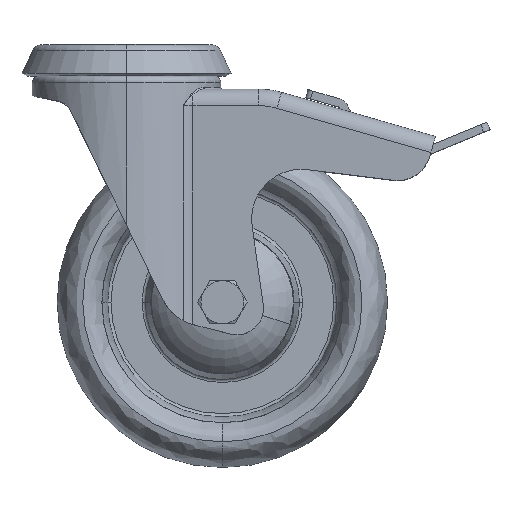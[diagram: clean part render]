
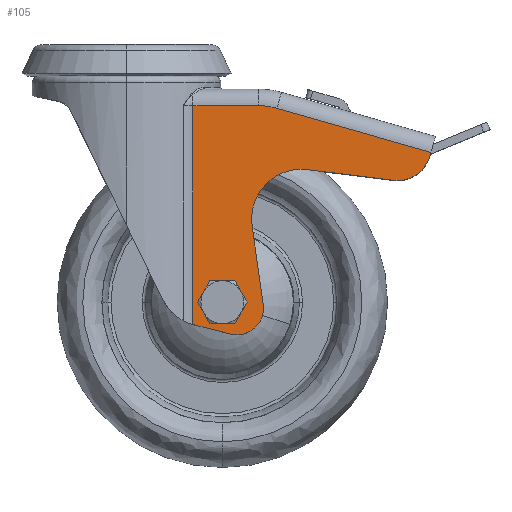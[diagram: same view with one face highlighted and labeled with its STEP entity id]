
A CAD part, top view. The second image highlights one B-rep face of the part: STEP entity #105.
In plain terms, the highlighted planar face has unit normal (0, 0, 1).
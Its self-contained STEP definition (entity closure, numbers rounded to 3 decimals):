
#3 = VERTEX_POINT ( 'NONE', #7620 ) ;
#105 = ADVANCED_FACE ( 'NONE', ( #2972, #10053 ), #1974, .F. ) ;
#111 = VERTEX_POINT ( 'NONE', #5997 ) ;
#978 = VERTEX_POINT ( 'NONE', #9436 ) ;
#1094 = ORIENTED_EDGE ( 'NONE', *, *, #2263, .T. ) ;
#1182 = DIRECTION ( 'NONE',  ( -1., 0., 0. ) ) ;
#1192 = DIRECTION ( 'NONE',  ( -1., 0., 0. ) ) ;
#1231 = LINE ( 'NONE', #8254, #10330 ) ;
#1358 = VECTOR ( 'NONE', #2802, 1000. ) ;
#1488 = VERTEX_POINT ( 'NONE', #6079 ) ;
#1567 = CARTESIAN_POINT ( 'NONE',  ( 28.298, -40.095, 21.8 ) ) ;
#1570 = DIRECTION ( 'NONE',  ( 0.993, -0.122, 0. ) ) ;
#1866 = DIRECTION ( 'NONE',  ( 0., 0., 1. ) ) ;
#1908 = DIRECTION ( 'NONE',  ( -1., 0., 0. ) ) ;
#1974 = PLANE ( 'NONE',  #7855 ) ;
#1976 = EDGE_CURVE ( 'NONE', #978, #11911, #12004, .T. ) ;
#2145 = DIRECTION ( 'NONE',  ( 0.276, 0.961, 0. ) ) ;
#2171 = CARTESIAN_POINT ( 'NONE',  ( 41.622, 0.778, 21.8 ) ) ;
#2239 = EDGE_CURVE ( 'NONE', #7364, #10221, #5927, .T. ) ;
#2263 = EDGE_CURVE ( 'NONE', #3615, #111, #1231, .T. ) ;
#2284 = DIRECTION ( 'NONE',  ( -0.961, 0.276, 0. ) ) ;
#2436 = AXIS2_PLACEMENT_3D ( 'NONE', #9752, #11776, #3917 ) ;
#2552 = CARTESIAN_POINT ( 'NONE',  ( 78.7, 4.724, 21.8 ) ) ;
#2725 = DIRECTION ( 'NONE',  ( -1., 0., 0. ) ) ;
#2802 = DIRECTION ( 'NONE',  ( 0.97, -0.242, 0. ) ) ;
#2850 = CARTESIAN_POINT ( 'NONE',  ( -13.051, 20.16, 21.8 ) ) ;
#2899 = ORIENTED_EDGE ( 'NONE', *, *, #12467, .T. ) ;
#2972 = FACE_BOUND ( 'NONE', #5989, .T. ) ;
#2983 = ORIENTED_EDGE ( 'NONE', *, *, #3268, .F. ) ;
#3150 = DIRECTION ( 'NONE',  ( 0., 0., 1. ) ) ;
#3268 = EDGE_CURVE ( 'NONE', #10221, #7364, #5076, .T. ) ;
#3504 = AXIS2_PLACEMENT_3D ( 'NONE', #5232, #3150, #1182 ) ;
#3524 = CARTESIAN_POINT ( 'NONE',  ( 7.049, 25.16, 21.8 ) ) ;
#3615 = VERTEX_POINT ( 'NONE', #2552 ) ;
#3747 = CARTESIAN_POINT ( 'NONE',  ( 7.049, -46.118, 21.8 ) ) ;
#3917 = DIRECTION ( 'NONE',  ( -1., 0., 0. ) ) ;
#3989 = VERTEX_POINT ( 'NONE', #3747 ) ;
#4201 = CARTESIAN_POINT ( 'NONE',  ( -11.125, 31.88, 21.8 ) ) ;
#4229 = DIRECTION ( 'NONE',  ( -0.139, 0.99, 0. ) ) ;
#4336 = EDGE_CURVE ( 'NONE', #11911, #3989, #12239, .T. ) ;
#4552 = ORIENTED_EDGE ( 'NONE', *, *, #10457, .T. ) ;
#4659 = DIRECTION ( 'NONE',  ( 1., 0., 0. ) ) ;
#4968 = VECTOR ( 'NONE', #1570, 1000. ) ;
#4998 = CARTESIAN_POINT ( 'NONE',  ( 15.949, -39.34, 21.8 ) ) ;
#5001 = CIRCLE ( 'NONE', #5202, 15. ) ;
#5052 = DIRECTION ( 'NONE',  ( 0., 0., 1. ) ) ;
#5076 = CIRCLE ( 'NONE', #11563, 4.15 ) ;
#5202 = AXIS2_PLACEMENT_3D ( 'NONE', #11158, #12003, #1192 ) ;
#5215 = VECTOR ( 'NONE', #7383, 1000. ) ;
#5232 = CARTESIAN_POINT ( 'NONE',  ( 69.087, 7.481, 21.8 ) ) ;
#5781 = CARTESIAN_POINT ( 'NONE',  ( 15.949, -39.34, 21.8 ) ) ;
#5819 = CARTESIAN_POINT ( 'NONE',  ( 26.935, 0.16, 21.8 ) ) ;
#5875 = EDGE_LOOP ( 'NONE', ( #5902, #8233, #12038, #4552, #10358, #7530, #2899, #9479, #1094, #9865, #6031, #7669 ) ) ;
#5883 = DIRECTION ( 'NONE',  ( -1., 0., 0. ) ) ;
#5887 = VERTEX_POINT ( 'NONE', #1567 ) ;
#5902 = ORIENTED_EDGE ( 'NONE', *, *, #4336, .T. ) ;
#5927 = CIRCLE ( 'NONE', #12405, 4.15 ) ;
#5989 = EDGE_LOOP ( 'NONE', ( #2983, #8883 ) ) ;
#5997 = CARTESIAN_POINT ( 'NONE',  ( 79.07, 6.017, 21.8 ) ) ;
#6031 = ORIENTED_EDGE ( 'NONE', *, *, #11327, .T. ) ;
#6055 = EDGE_CURVE ( 'NONE', #111, #9952, #10170, .T. ) ;
#6079 = CARTESIAN_POINT ( 'NONE',  ( 24.939, -16.198, 21.8 ) ) ;
#6545 = CARTESIAN_POINT ( 'NONE',  ( 20.099, -39.34, 21.8 ) ) ;
#6812 = CARTESIAN_POINT ( 'NONE',  ( -28.609, -37.24, 21.8 ) ) ;
#6914 = DIRECTION ( 'NONE',  ( 0., 0., -1. ) ) ;
#7042 = DIRECTION ( 'NONE',  ( -1., 0., 0. ) ) ;
#7277 = DIRECTION ( 'NONE',  ( 1., 0., 0. ) ) ;
#7364 = VERTEX_POINT ( 'NONE', #7706 ) ;
#7383 = DIRECTION ( 'NONE',  ( 0., -1., 0. ) ) ;
#7452 = CARTESIAN_POINT ( 'NONE',  ( 7.049, 20.16, 21.8 ) ) ;
#7530 = ORIENTED_EDGE ( 'NONE', *, *, #12799, .T. ) ;
#7620 = CARTESIAN_POINT ( 'NONE',  ( 7.627, -46.274, 21.8 ) ) ;
#7669 = ORIENTED_EDGE ( 'NONE', *, *, #1976, .T. ) ;
#7706 = CARTESIAN_POINT ( 'NONE',  ( 11.799, -39.34, 21.8 ) ) ;
#7855 = AXIS2_PLACEMENT_3D ( 'NONE', #9858, #6914, #7042 ) ;
#7956 = VERTEX_POINT ( 'NONE', #2171 ) ;
#8111 = CIRCLE ( 'NONE', #2436, 15. ) ;
#8233 = ORIENTED_EDGE ( 'NONE', *, *, #9833, .T. ) ;
#8254 = CARTESIAN_POINT ( 'NONE',  ( 80.449, 10.823, 21.8 ) ) ;
#8310 = DIRECTION ( 'NONE',  ( 0., 0., 1. ) ) ;
#8663 = LINE ( 'NONE', #12585, #4968 ) ;
#8717 = CIRCLE ( 'NONE', #10592, 20. ) ;
#8883 = ORIENTED_EDGE ( 'NONE', *, *, #2239, .F. ) ;
#9083 = CARTESIAN_POINT ( 'NONE',  ( 22.219, 3.16, 21.8 ) ) ;
#9333 = EDGE_CURVE ( 'NONE', #11812, #3615, #10837, .T. ) ;
#9428 = CARTESIAN_POINT ( 'NONE',  ( 32.448, 19.385, 21.8 ) ) ;
#9436 = CARTESIAN_POINT ( 'NONE',  ( 26.935, 20.16, 21.8 ) ) ;
#9479 = ORIENTED_EDGE ( 'NONE', *, *, #9333, .T. ) ;
#9607 = LINE ( 'NONE', #6812, #1358 ) ;
#9752 = CARTESIAN_POINT ( 'NONE',  ( 39.793, -14.11, 21.8 ) ) ;
#9833 = EDGE_CURVE ( 'NONE', #3989, #3, #5001, .T. ) ;
#9845 = DIRECTION ( 'NONE',  ( 0., 0., 1. ) ) ;
#9858 = CARTESIAN_POINT ( 'NONE',  ( -13.051, 25.16, 21.8 ) ) ;
#9865 = ORIENTED_EDGE ( 'NONE', *, *, #6055, .T. ) ;
#9952 = VERTEX_POINT ( 'NONE', #9428 ) ;
#10053 = FACE_OUTER_BOUND ( 'NONE', #5875, .T. ) ;
#10167 = VECTOR ( 'NONE', #4229, 1000. ) ;
#10170 = LINE ( 'NONE', #4201, #12208 ) ;
#10201 = LINE ( 'NONE', #9083, #10167 ) ;
#10221 = VERTEX_POINT ( 'NONE', #6545 ) ;
#10270 = CARTESIAN_POINT ( 'NONE',  ( 20.376, -41.208, 21.8 ) ) ;
#10330 = VECTOR ( 'NONE', #2145, 1000. ) ;
#10358 = ORIENTED_EDGE ( 'NONE', *, *, #12119, .T. ) ;
#10457 = EDGE_CURVE ( 'NONE', #11138, #5887, #10574, .T. ) ;
#10574 = CIRCLE ( 'NONE', #12892, 8. ) ;
#10592 = AXIS2_PLACEMENT_3D ( 'NONE', #5819, #1866, #5883 ) ;
#10837 = CIRCLE ( 'NONE', #3504, 10. ) ;
#11138 = VERTEX_POINT ( 'NONE', #12299 ) ;
#11158 = CARTESIAN_POINT ( 'NONE',  ( 11.255, -31.72, 21.8 ) ) ;
#11272 = CARTESIAN_POINT ( 'NONE',  ( 67.869, -2.445, 21.8 ) ) ;
#11327 = EDGE_CURVE ( 'NONE', #9952, #978, #8717, .T. ) ;
#11563 = AXIS2_PLACEMENT_3D ( 'NONE', #5781, #9845, #4659 ) ;
#11776 = DIRECTION ( 'NONE',  ( 0., 0., -1. ) ) ;
#11812 = VERTEX_POINT ( 'NONE', #11272 ) ;
#11911 = VERTEX_POINT ( 'NONE', #7452 ) ;
#11969 = EDGE_CURVE ( 'NONE', #3, #11138, #9607, .T. ) ;
#12003 = DIRECTION ( 'NONE',  ( 0., 0., 1. ) ) ;
#12004 = LINE ( 'NONE', #2850, #12427 ) ;
#12038 = ORIENTED_EDGE ( 'NONE', *, *, #11969, .T. ) ;
#12119 = EDGE_CURVE ( 'NONE', #5887, #1488, #10201, .T. ) ;
#12208 = VECTOR ( 'NONE', #2284, 1000. ) ;
#12239 = LINE ( 'NONE', #3524, #5215 ) ;
#12299 = CARTESIAN_POINT ( 'NONE',  ( 18.44, -48.97, 21.8 ) ) ;
#12405 = AXIS2_PLACEMENT_3D ( 'NONE', #4998, #5052, #7277 ) ;
#12427 = VECTOR ( 'NONE', #1908, 1000. ) ;
#12467 = EDGE_CURVE ( 'NONE', #7956, #11812, #8663, .T. ) ;
#12585 = CARTESIAN_POINT ( 'NONE',  ( 76.346, -3.486, 21.8 ) ) ;
#12799 = EDGE_CURVE ( 'NONE', #1488, #7956, #8111, .T. ) ;
#12892 = AXIS2_PLACEMENT_3D ( 'NONE', #10270, #8310, #2725 ) ;
